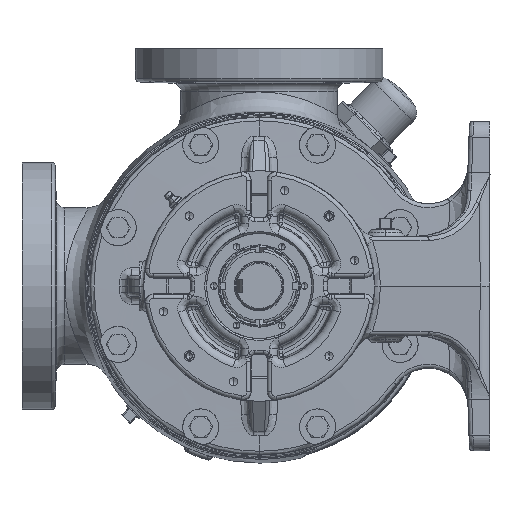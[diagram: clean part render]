
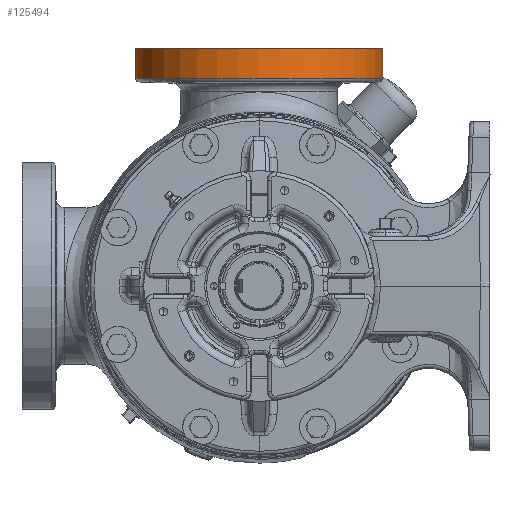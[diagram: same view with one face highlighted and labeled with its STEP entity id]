
A CAD part, left-side view. The second image highlights one B-rep face of the part: STEP entity #125494.
In plain terms, the highlighted cylindrical face has radius 95.25 mm (diameter 190.5 mm), a partial arc.
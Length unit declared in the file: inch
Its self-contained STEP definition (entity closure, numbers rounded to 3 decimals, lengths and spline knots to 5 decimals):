
#4121 = VECTOR ( 'NONE', #100108, 39.37008 ) ;
#8559 = AXIS2_PLACEMENT_3D ( 'NONE', #107243, #54049, #92690 ) ;
#11208 = CIRCLE ( 'NONE', #84484, 3.75 ) ;
#11396 = CARTESIAN_POINT ( 'NONE',  ( 4.515, -3.75, 7.19 ) ) ;
#25540 = ORIENTED_EDGE ( 'NONE', *, *, #50932, .T. ) ;
#26454 = CARTESIAN_POINT ( 'NONE',  ( 4.515, 3.75, 7.44095 ) ) ;
#43613 = ORIENTED_EDGE ( 'NONE', *, *, #193954, .T. ) ;
#50932 = EDGE_CURVE ( 'NONE', #59919, #79656, #125236, .T. ) ;
#54049 = DIRECTION ( 'NONE',  ( 0., 0., 1. ) ) ;
#57266 = DIRECTION ( 'NONE',  ( 0., -1., 0. ) ) ;
#59919 = VERTEX_POINT ( 'NONE', #11396 ) ;
#67609 = CARTESIAN_POINT ( 'NONE',  ( 4.515, 3.75, 7.19 ) ) ;
#69640 = VERTEX_POINT ( 'NONE', #232767 ) ;
#74607 = ORIENTED_EDGE ( 'NONE', *, *, #199524, .F. ) ;
#79656 = VERTEX_POINT ( 'NONE', #67609 ) ;
#80819 = CARTESIAN_POINT ( 'NONE',  ( 4.515, -3.75, 7.44095 ) ) ;
#81550 = DIRECTION ( 'NONE',  ( 0., 0., 1. ) ) ;
#84484 = AXIS2_PLACEMENT_3D ( 'NONE', #116618, #81550, #133535 ) ;
#92690 = DIRECTION ( 'NONE',  ( 0., -1., 0. ) ) ;
#100108 = DIRECTION ( 'NONE',  ( 0., 0., 1. ) ) ;
#106870 = EDGE_CURVE ( 'NONE', #192401, #59919, #118232, .T. ) ;
#107243 = CARTESIAN_POINT ( 'NONE',  ( 4.515, 0., 7.44095 ) ) ;
#116618 = CARTESIAN_POINT ( 'NONE',  ( 4.515, 0., 6.30588 ) ) ;
#118222 = LINE ( 'NONE', #26454, #4121 ) ;
#118232 = LINE ( 'NONE', #80819, #179991 ) ;
#122834 = ORIENTED_EDGE ( 'NONE', *, *, #106870, .T. ) ;
#125236 = CIRCLE ( 'NONE', #221754, 3.75 ) ;
#125494 = ADVANCED_FACE ( 'Defeatured_0_1591', ( #183245 ), #203770, .T. ) ;
#133535 = DIRECTION ( 'NONE',  ( 0., 1., 0. ) ) ;
#143953 = CARTESIAN_POINT ( 'NONE',  ( 4.515, -3.75, 6.30588 ) ) ;
#154444 = DIRECTION ( 'NONE',  ( 0., 0., 1. ) ) ;
#176051 = EDGE_LOOP ( 'NONE', ( #74607, #43613, #122834, #25540 ) ) ;
#179991 = VECTOR ( 'NONE', #154444, 39.37008 ) ;
#183245 = FACE_OUTER_BOUND ( 'NONE', #176051, .T. ) ;
#186455 = DIRECTION ( 'NONE',  ( 0., 0., -1. ) ) ;
#192401 = VERTEX_POINT ( 'NONE', #143953 ) ;
#193954 = EDGE_CURVE ( 'NONE', #69640, #192401, #11208, .T. ) ;
#199524 = EDGE_CURVE ( 'NONE', #69640, #79656, #118222, .T. ) ;
#203770 = CYLINDRICAL_SURFACE ( 'NONE', #8559, 3.75 ) ;
#221754 = AXIS2_PLACEMENT_3D ( 'NONE', #222676, #186455, #57266 ) ;
#222676 = CARTESIAN_POINT ( 'NONE',  ( 4.515, 0., 7.19 ) ) ;
#232767 = CARTESIAN_POINT ( 'NONE',  ( 4.515, 3.75, 6.30588 ) ) ;
